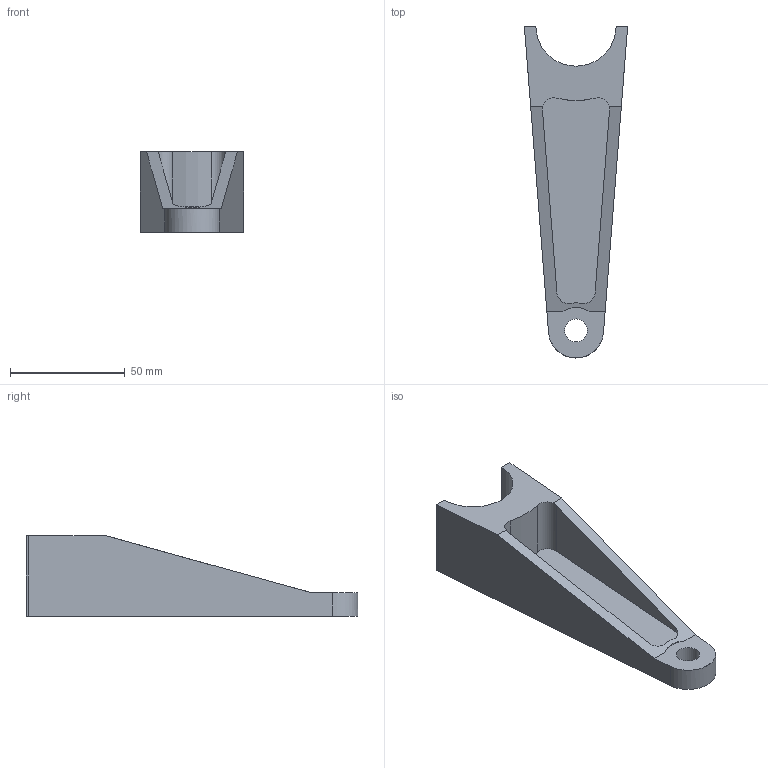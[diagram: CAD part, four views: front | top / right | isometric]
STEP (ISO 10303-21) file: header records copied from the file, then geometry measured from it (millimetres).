
FILE_DESCRIPTION(/* description */ (''),/* implementation_level */ '2;1');
FILE_NAME(/* name */ 'BRIDE MOTEUR ARRIERE HAUT GAUCHE DROIT v1.step',/* time_stamp */ '2024-02-08T17:57:57+01:00',/* author */ (''),/* organization */ (''),/* preprocessor_version */ 'ST-DEVELOPER v20',/* originating_system */ 'Autodesk Translation Framework v12.14.0.127',/* authorisation */ '');
FILE_SCHEMA (('AUTOMOTIVE_DESIGN { 1 0 10303 214 3 1 1 }'));
Length unit declared in the file: millimetre
Products named in the file (2): BRIDE MOTEUR ARRIERE HAUT GAUCHE DROIT; Composant1
Assembly tree (1 placements, depth 2):
  BRIDE MOTEUR ARRIERE HAUT GAUCHE DROIT
    Composant1
Bounding box: 44.88 x 144.5 x 35 mm (x, y, z)
Volume: 76643.4 mm3; surface area: 21255 mm2
Topology: 1 solids, 1 shells, 31 faces, 87 edges, 58 vertices
Faces by surface type: plane 19, cylinder 12
Full cylindrical faces by diameter (mm): 10 x1
Entity records: 1070 total; most frequent: DIRECTION 187, CARTESIAN_POINT 179, ORIENTED_EDGE 174, EDGE_CURVE 87, AXIS2_PLACEMENT_3D 66, VERTEX_POINT 58, LINE 55, VECTOR 55
